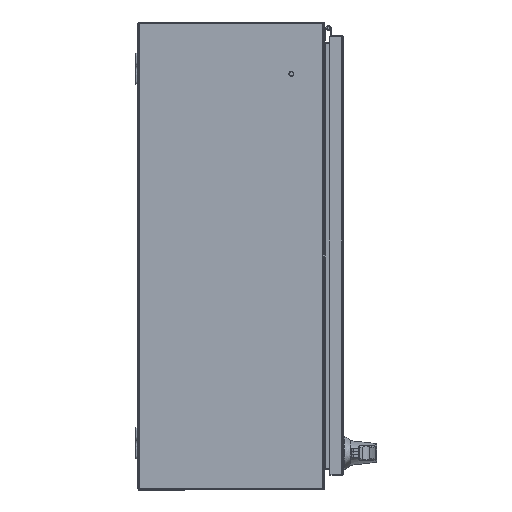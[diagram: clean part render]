
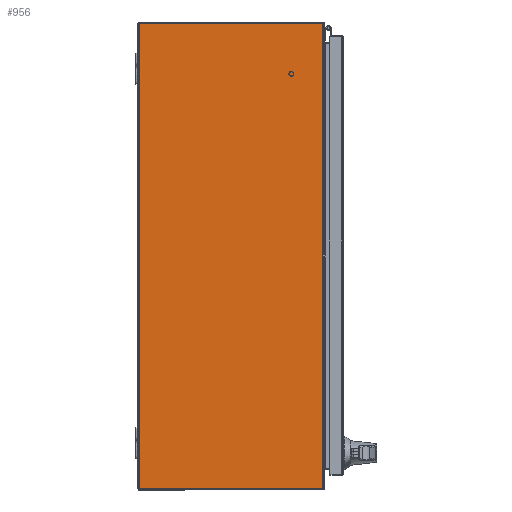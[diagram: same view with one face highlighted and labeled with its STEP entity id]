
A CAD part, front view. The second image highlights one B-rep face of the part: STEP entity #956.
In plain terms, the highlighted face is planar.
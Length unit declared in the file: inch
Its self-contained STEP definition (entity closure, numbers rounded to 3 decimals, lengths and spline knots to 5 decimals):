
#369 = VECTOR ( 'NONE', #80645, 39.37008 ) ;
#846 = LINE ( 'NONE', #97794, #107593 ) ;
#956 = ADVANCED_FACE ( 'NONE', ( #24928 ), #105080, .F. ) ;
#1606 = CARTESIAN_POINT ( 'NONE',  ( 14.928, -12., -18. ) ) ;
#5618 = ORIENTED_EDGE ( 'NONE', *, *, #5710, .T. ) ;
#5710 = EDGE_CURVE ( 'NONE', #111556, #82546, #30077, .T. ) ;
#7557 = AXIS2_PLACEMENT_3D ( 'NONE', #1606, #8395, #34525 ) ;
#8395 = DIRECTION ( 'NONE',  ( 0., 0., 1. ) ) ;
#9309 = DIRECTION ( 'NONE',  ( 0., 1., 0. ) ) ;
#16697 = ORIENTED_EDGE ( 'NONE', *, *, #110111, .F. ) ;
#20107 = CARTESIAN_POINT ( 'NONE',  ( 14.928, -0.072, -18. ) ) ;
#24928 = FACE_OUTER_BOUND ( 'NONE', #45648, .T. ) ;
#29085 = ORIENTED_EDGE ( 'NONE', *, *, #32690, .T. ) ;
#30077 = LINE ( 'NONE', #20107, #369 ) ;
#31604 = CARTESIAN_POINT ( 'NONE',  ( -14.928, -11.892, -18. ) ) ;
#32690 = EDGE_CURVE ( 'NONE', #97515, #55604, #92317, .T. ) ;
#34525 = DIRECTION ( 'NONE',  ( 0., -1., 0. ) ) ;
#35327 = CARTESIAN_POINT ( 'NONE',  ( 14.928, -0.108, -18. ) ) ;
#42359 = VECTOR ( 'NONE', #9309, 39.37008 ) ;
#45648 = EDGE_LOOP ( 'NONE', ( #49778, #5618, #16697, #29085 ) ) ;
#46206 = CARTESIAN_POINT ( 'NONE',  ( 14.928, -0.108, -18. ) ) ;
#49778 = ORIENTED_EDGE ( 'NONE', *, *, #106617, .F. ) ;
#55604 = VERTEX_POINT ( 'NONE', #111452 ) ;
#70732 = VECTOR ( 'NONE', #70796, 39.37008 ) ;
#70796 = DIRECTION ( 'NONE',  ( -1., 0., 0. ) ) ;
#72145 = DIRECTION ( 'NONE',  ( 1., 0., 0. ) ) ;
#77694 = CARTESIAN_POINT ( 'NONE',  ( 14.928, -11.892, -18. ) ) ;
#80645 = DIRECTION ( 'NONE',  ( 0., -1., 0. ) ) ;
#82546 = VERTEX_POINT ( 'NONE', #77694 ) ;
#82966 = LINE ( 'NONE', #35327, #70732 ) ;
#92317 = LINE ( 'NONE', #96236, #42359 ) ;
#96236 = CARTESIAN_POINT ( 'NONE',  ( -14.928, 0., -18. ) ) ;
#97515 = VERTEX_POINT ( 'NONE', #31604 ) ;
#97794 = CARTESIAN_POINT ( 'NONE',  ( 14.928, -11.892, -18. ) ) ;
#105080 = PLANE ( 'NONE',  #7557 ) ;
#106617 = EDGE_CURVE ( 'NONE', #111556, #55604, #82966, .T. ) ;
#107593 = VECTOR ( 'NONE', #72145, 39.37008 ) ;
#110111 = EDGE_CURVE ( 'NONE', #97515, #82546, #846, .T. ) ;
#111452 = CARTESIAN_POINT ( 'NONE',  ( -14.928, -0.108, -18. ) ) ;
#111556 = VERTEX_POINT ( 'NONE', #46206 ) ;
